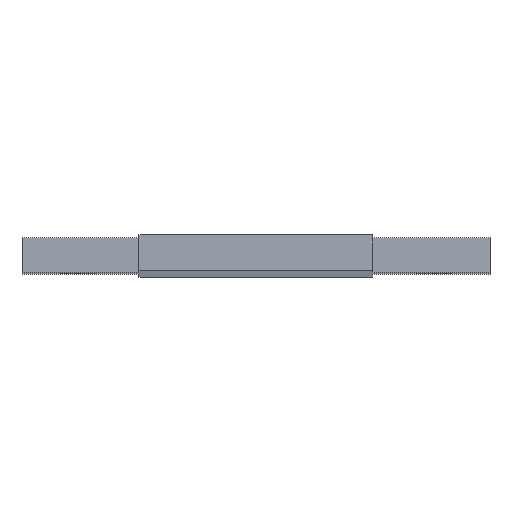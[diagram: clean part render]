
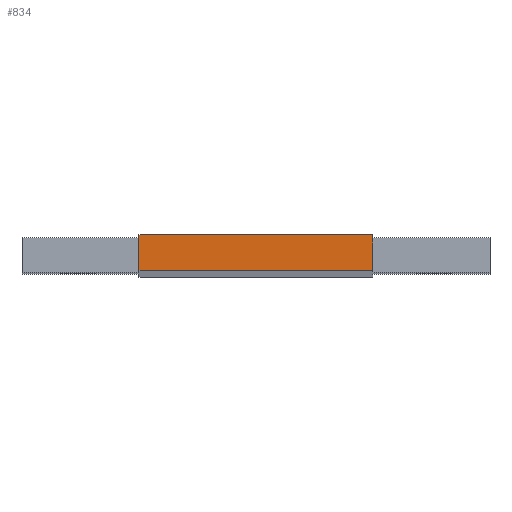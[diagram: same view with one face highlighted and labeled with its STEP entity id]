
A CAD part, top view. The second image highlights one B-rep face of the part: STEP entity #834.
In plain terms, the highlighted planar face has unit normal (0, 0, 1).
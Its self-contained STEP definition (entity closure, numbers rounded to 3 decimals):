
#32 = LINE ( 'NONE', #263, #119 ) ;
#57 = EDGE_CURVE ( 'NONE', #139, #899, #32, .T. ) ;
#61 = FACE_OUTER_BOUND ( 'NONE', #873, .T. ) ;
#67 = CARTESIAN_POINT ( 'NONE',  ( -10., 1.5, 170. ) ) ;
#84 = VECTOR ( 'NONE', #753, 1000. ) ;
#91 = EDGE_CURVE ( 'NONE', #899, #525, #881, .T. ) ;
#119 = VECTOR ( 'NONE', #445, 1000. ) ;
#139 = VERTEX_POINT ( 'NONE', #722 ) ;
#166 = DIRECTION ( 'NONE',  ( 0., -1., 0. ) ) ;
#173 = VERTEX_POINT ( 'NONE', #805 ) ;
#207 = ORIENTED_EDGE ( 'NONE', *, *, #535, .T. ) ;
#263 = CARTESIAN_POINT ( 'NONE',  ( -10., 1.5, 170. ) ) ;
#351 = VECTOR ( 'NONE', #979, 1000. ) ;
#445 = DIRECTION ( 'NONE',  ( 1., 0., 0. ) ) ;
#491 = CARTESIAN_POINT ( 'NONE',  ( -10., 1.5, 170. ) ) ;
#505 = CARTESIAN_POINT ( 'NONE',  ( -10., -1.5, 170. ) ) ;
#525 = VERTEX_POINT ( 'NONE', #1025 ) ;
#534 = ORIENTED_EDGE ( 'NONE', *, *, #663, .T. ) ;
#535 = EDGE_CURVE ( 'NONE', #139, #173, #730, .T. ) ;
#551 = CARTESIAN_POINT ( 'NONE',  ( 10., 1.5, 170. ) ) ;
#556 = PLANE ( 'NONE',  #746 ) ;
#586 = LINE ( 'NONE', #505, #84 ) ;
#613 = ORIENTED_EDGE ( 'NONE', *, *, #57, .F. ) ;
#633 = VECTOR ( 'NONE', #166, 1000. ) ;
#663 = EDGE_CURVE ( 'NONE', #173, #525, #586, .T. ) ;
#690 = ORIENTED_EDGE ( 'NONE', *, *, #91, .F. ) ;
#722 = CARTESIAN_POINT ( 'NONE',  ( -10., 1.5, 170. ) ) ;
#726 = DIRECTION ( 'NONE',  ( -1., 0., 0. ) ) ;
#730 = LINE ( 'NONE', #491, #633 ) ;
#746 = AXIS2_PLACEMENT_3D ( 'NONE', #67, #783, #726 ) ;
#753 = DIRECTION ( 'NONE',  ( 1., 0., 0. ) ) ;
#783 = DIRECTION ( 'NONE',  ( 0., 0., -1. ) ) ;
#805 = CARTESIAN_POINT ( 'NONE',  ( -10., -1.5, 170. ) ) ;
#814 = CARTESIAN_POINT ( 'NONE',  ( 10., 1.5, 170. ) ) ;
#834 = ADVANCED_FACE ( 'NONE', ( #61 ), #556, .F. ) ;
#873 = EDGE_LOOP ( 'NONE', ( #534, #690, #613, #207 ) ) ;
#881 = LINE ( 'NONE', #814, #351 ) ;
#899 = VERTEX_POINT ( 'NONE', #551 ) ;
#979 = DIRECTION ( 'NONE',  ( 0., -1., 0. ) ) ;
#1025 = CARTESIAN_POINT ( 'NONE',  ( 10., -1.5, 170. ) ) ;
